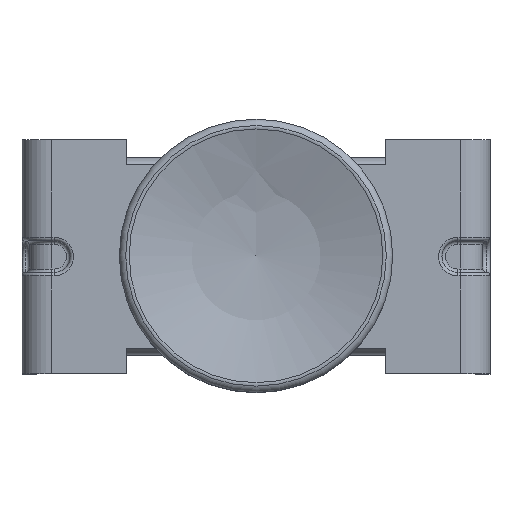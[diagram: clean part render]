
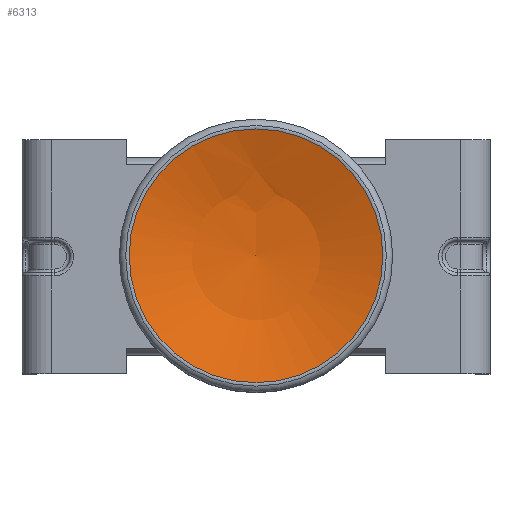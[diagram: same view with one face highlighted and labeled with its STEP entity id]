
A CAD part, top view. The second image highlights one B-rep face of the part: STEP entity #6313.
In plain terms, the highlighted spherical face has radius 12.85 mm.
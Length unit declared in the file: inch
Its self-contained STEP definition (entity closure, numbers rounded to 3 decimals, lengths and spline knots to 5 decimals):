
#59=SPHERICAL_SURFACE('',#6758,0.50591);
#360=FACE_OUTER_BOUND('',#746,.T.);
#746=EDGE_LOOP('',(#4340,#4341,#4342));
#1160=CIRCLE('',#6757,0.17352);
#1161=CIRCLE('',#6759,0.50591);
#2741=VERTEX_POINT('',#9711);
#2742=VERTEX_POINT('',#9715);
#3355=EDGE_CURVE('',#2741,#2741,#1160,.T.);
#3356=EDGE_CURVE('',#2741,#2742,#1161,.T.);
#4340=ORIENTED_EDGE('',*,*,#3355,.F.);
#4341=ORIENTED_EDGE('',*,*,#3356,.T.);
#4342=ORIENTED_EDGE('',*,*,#3356,.F.);
#6313=ADVANCED_FACE('',(#360),#59,.F.);
#6757=AXIS2_PLACEMENT_3D('',#9713,#7549,#7550);
#6758=AXIS2_PLACEMENT_3D('',#9714,#7551,#7552);
#6759=AXIS2_PLACEMENT_3D('',#9716,#7553,#7554);
#7549=DIRECTION('center_axis',(0.,0.,
-1.));
#7550=DIRECTION('ref_axis',(0.,1.,0.));
#7551=DIRECTION('center_axis',(0.,0.,
-1.));
#7552=DIRECTION('ref_axis',(0.,-1.,0.));
#7553=DIRECTION('center_axis',(-1.,0.,0.));
#7554=DIRECTION('ref_axis',(0.,1.,0.));
#9711=CARTESIAN_POINT('',(0.,0.17352,1.04624));
#9713=CARTESIAN_POINT('Origin',(0.,0.,
1.04624));
#9714=CARTESIAN_POINT('Origin',(0.,0.,
1.52145));
#9715=CARTESIAN_POINT('',(0.,0.,1.01555));
#9716=CARTESIAN_POINT('Origin',(0.,0.,
1.52145));
